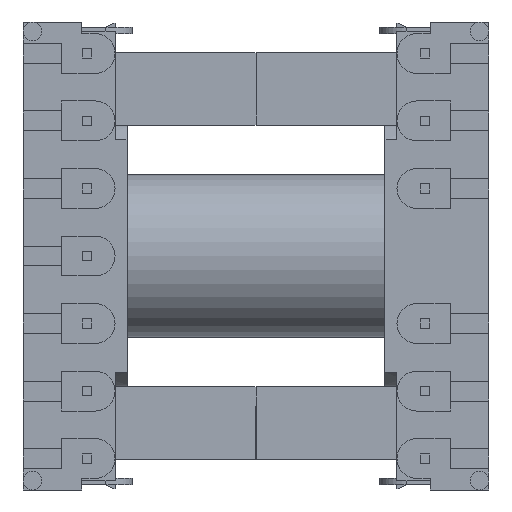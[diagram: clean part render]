
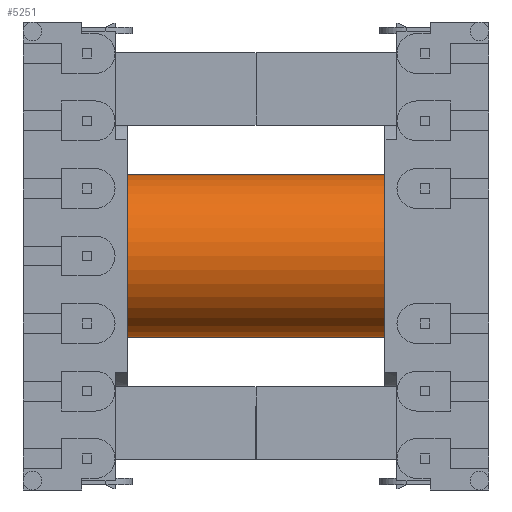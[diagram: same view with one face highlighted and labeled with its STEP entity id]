
A CAD part, front view. The second image highlights one B-rep face of the part: STEP entity #5251.
In plain terms, the highlighted cylindrical face has radius 6.1 mm (diameter 12.2 mm), a partial arc.
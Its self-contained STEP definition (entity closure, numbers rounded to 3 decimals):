
#126 = ORIENTED_EDGE ( 'NONE', *, *, #12390, .T. ) ;
#165 = CARTESIAN_POINT ( 'NONE',  ( -9.7, 0., -6.1 ) ) ;
#177 = AXIS2_PLACEMENT_3D ( 'NONE', #10203, #11741, #14509 ) ;
#533 = DIRECTION ( 'NONE',  ( 1., 0., 0. ) ) ;
#602 = EDGE_LOOP ( 'NONE', ( #12668, #126, #14201, #15480 ) ) ;
#706 = AXIS2_PLACEMENT_3D ( 'NONE', #3554, #533, #8024 ) ;
#1120 = VERTEX_POINT ( 'NONE', #10363 ) ;
#2065 = EDGE_CURVE ( 'NONE', #10194, #1120, #16582, .T. ) ;
#2431 = FACE_OUTER_BOUND ( 'NONE', #602, .T. ) ;
#3464 = CARTESIAN_POINT ( 'NONE',  ( 25., 0., 6.1 ) ) ;
#3515 = CARTESIAN_POINT ( 'NONE',  ( 25., 0., -6.1 ) ) ;
#3554 = CARTESIAN_POINT ( 'NONE',  ( -9.7, 0., 0. ) ) ;
#4209 = VERTEX_POINT ( 'NONE', #165 ) ;
#4219 = CARTESIAN_POINT ( 'NONE',  ( 9.7, 0., 0. ) ) ;
#4259 = CIRCLE ( 'NONE', #7701, 6.1 ) ;
#5251 = ADVANCED_FACE ( 'NONE', ( #2431 ), #17629, .T. ) ;
#5924 = DIRECTION ( 'NONE',  ( 1., 0., 0. ) ) ;
#6503 = VECTOR ( 'NONE', #16782, 1000. ) ;
#7701 = AXIS2_PLACEMENT_3D ( 'NONE', #4219, #5924, #13255 ) ;
#8024 = DIRECTION ( 'NONE',  ( 0., 0., -1. ) ) ;
#8355 = LINE ( 'NONE', #3515, #6503 ) ;
#10194 = VERTEX_POINT ( 'NONE', #17880 ) ;
#10203 = CARTESIAN_POINT ( 'NONE',  ( 25., 0., 0. ) ) ;
#10363 = CARTESIAN_POINT ( 'NONE',  ( 9.7, 0., 6.1 ) ) ;
#11741 = DIRECTION ( 'NONE',  ( 1., 0., 0. ) ) ;
#12073 = VERTEX_POINT ( 'NONE', #15944 ) ;
#12390 = EDGE_CURVE ( 'NONE', #10194, #4209, #17301, .T. ) ;
#12442 = VECTOR ( 'NONE', #15265, 1000. ) ;
#12668 = ORIENTED_EDGE ( 'NONE', *, *, #2065, .F. ) ;
#12746 = EDGE_CURVE ( 'NONE', #4209, #12073, #8355, .T. ) ;
#13255 = DIRECTION ( 'NONE',  ( 0., 0., -1. ) ) ;
#14201 = ORIENTED_EDGE ( 'NONE', *, *, #12746, .T. ) ;
#14509 = DIRECTION ( 'NONE',  ( 0., 0., -1. ) ) ;
#15265 = DIRECTION ( 'NONE',  ( 1., 0., 0. ) ) ;
#15480 = ORIENTED_EDGE ( 'NONE', *, *, #17487, .F. ) ;
#15944 = CARTESIAN_POINT ( 'NONE',  ( 9.7, 0., -6.1 ) ) ;
#16582 = LINE ( 'NONE', #3464, #12442 ) ;
#16782 = DIRECTION ( 'NONE',  ( 1., 0., 0. ) ) ;
#17301 = CIRCLE ( 'NONE', #706, 6.1 ) ;
#17487 = EDGE_CURVE ( 'NONE', #1120, #12073, #4259, .T. ) ;
#17629 = CYLINDRICAL_SURFACE ( 'NONE', #177, 6.1 ) ;
#17880 = CARTESIAN_POINT ( 'NONE',  ( -9.7, 0., 6.1 ) ) ;
